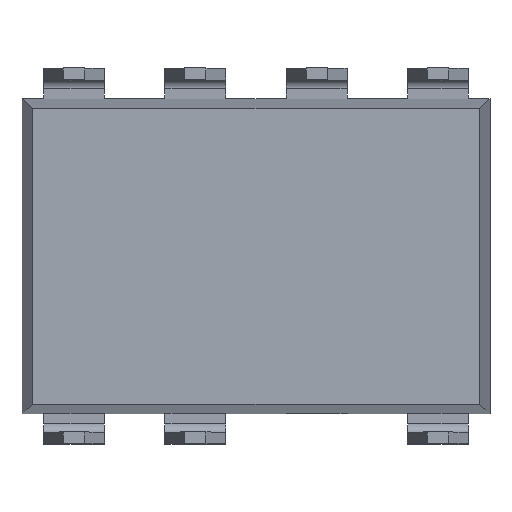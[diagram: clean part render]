
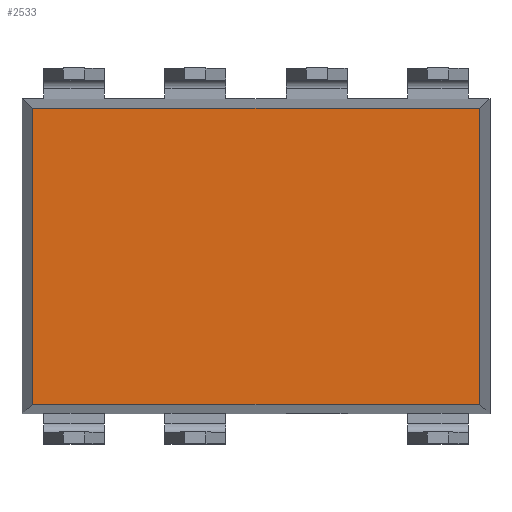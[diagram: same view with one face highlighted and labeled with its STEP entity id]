
A CAD part, top view. The second image highlights one B-rep face of the part: STEP entity #2533.
In plain terms, the highlighted planar face has unit normal (0, 0, 1).
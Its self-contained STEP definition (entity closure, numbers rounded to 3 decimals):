
#25 = DIRECTION ( 'NONE',  ( 0., -1., 0. ) ) ;
#30 = VERTEX_POINT ( 'NONE', #2800 ) ;
#82 = LINE ( 'NONE', #1876, #1554 ) ;
#219 = VECTOR ( 'NONE', #1129, 1000. ) ;
#295 = VECTOR ( 'NONE', #2786, 1000. ) ;
#344 = CARTESIAN_POINT ( 'NONE',  ( -4.673, -3.1, -0.9 ) ) ;
#439 = ORIENTED_EDGE ( 'NONE', *, *, #1310, .F. ) ;
#445 = LINE ( 'NONE', #2435, #550 ) ;
#492 = EDGE_CURVE ( 'NONE', #1292, #2247, #445, .T. ) ;
#550 = VECTOR ( 'NONE', #3588, 1000. ) ;
#914 = EDGE_CURVE ( 'NONE', #30, #2592, #82, .T. ) ;
#931 = LINE ( 'NONE', #2459, #295 ) ;
#1090 = FACE_OUTER_BOUND ( 'NONE', #3236, .T. ) ;
#1129 = DIRECTION ( 'NONE',  ( -1., 0., 0. ) ) ;
#1220 = EDGE_CURVE ( 'NONE', #1292, #30, #931, .T. ) ;
#1292 = VERTEX_POINT ( 'NONE', #3066 ) ;
#1310 = EDGE_CURVE ( 'NONE', #2247, #2592, #2568, .T. ) ;
#1405 = ORIENTED_EDGE ( 'NONE', *, *, #914, .T. ) ;
#1554 = VECTOR ( 'NONE', #3035, 1000. ) ;
#1681 = CARTESIAN_POINT ( 'NONE',  ( 4.9, -3.1, -0.9 ) ) ;
#1736 = ORIENTED_EDGE ( 'NONE', *, *, #492, .F. ) ;
#1794 = AXIS2_PLACEMENT_3D ( 'NONE', #2658, #3265, #25 ) ;
#1876 = CARTESIAN_POINT ( 'NONE',  ( -4.673, 3.1, -0.9 ) ) ;
#2179 = ORIENTED_EDGE ( 'NONE', *, *, #1220, .T. ) ;
#2247 = VERTEX_POINT ( 'NONE', #3569 ) ;
#2261 = PLANE ( 'NONE',  #1794 ) ;
#2435 = CARTESIAN_POINT ( 'NONE',  ( 4.673, 3.1, -0.9 ) ) ;
#2459 = CARTESIAN_POINT ( 'NONE',  ( 4.9, 3.1, -0.9 ) ) ;
#2533 = ADVANCED_FACE ( 'NONE', ( #1090 ), #2261, .F. ) ;
#2568 = LINE ( 'NONE', #1681, #219 ) ;
#2592 = VERTEX_POINT ( 'NONE', #344 ) ;
#2658 = CARTESIAN_POINT ( 'NONE',  ( 4.9, 3.1, -0.9 ) ) ;
#2786 = DIRECTION ( 'NONE',  ( -1., 0., 0. ) ) ;
#2800 = CARTESIAN_POINT ( 'NONE',  ( -4.673, 3.1, -0.9 ) ) ;
#3035 = DIRECTION ( 'NONE',  ( 0., -1., 0. ) ) ;
#3066 = CARTESIAN_POINT ( 'NONE',  ( 4.673, 3.1, -0.9 ) ) ;
#3236 = EDGE_LOOP ( 'NONE', ( #1736, #2179, #1405, #439 ) ) ;
#3265 = DIRECTION ( 'NONE',  ( 0., 0., -1. ) ) ;
#3569 = CARTESIAN_POINT ( 'NONE',  ( 4.673, -3.1, -0.9 ) ) ;
#3588 = DIRECTION ( 'NONE',  ( 0., -1., 0. ) ) ;
